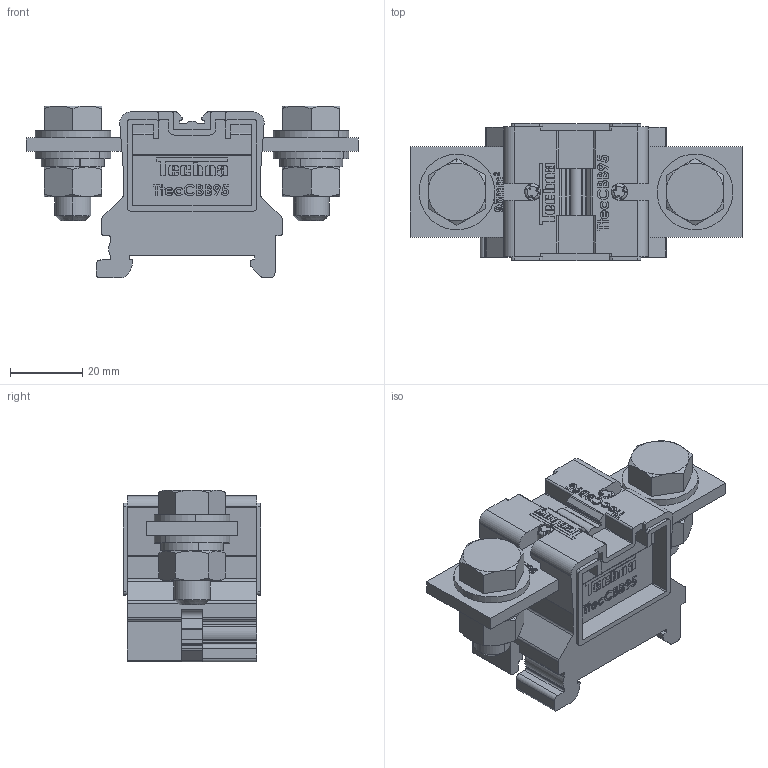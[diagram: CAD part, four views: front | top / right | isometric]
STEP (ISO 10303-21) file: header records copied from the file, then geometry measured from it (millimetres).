
FILE_DESCRIPTION (( 'STEP AP214' ), '1' );
FILE_NAME ('TtecCBB95.STEP', '2020-07-24T06:22:20', ( '' ), ( '' ), 'SwSTEP 2.0', 'SolidWorks 2020', '' );
FILE_SCHEMA (( 'AUTOMOTIVE_DESIGN' ));
Length unit declared in the file: millimetre
Products named in the file (1): TtecCBB95
Bounding box: 92 x 38 x 47.65 mm (x, y, z)
Volume: 67389.4 mm3; surface area: 24870.9 mm2
Topology: 1 solids, 3 shells, 1376 faces, 3758 edges, 2458 vertices
Faces by surface type: plane 686, cylinder 421, bspline 205, torus 30, cone 26, sphere 8
Entity records: 68368 total; most frequent: CARTESIAN_POINT 23030, ORIENTED_EDGE 7504, DIRECTION 6551, EDGE_CURVE 3752, VERTEX_POINT 2456, VECTOR 2349, LINE 2349, AXIS2_PLACEMENT_3D 2101
